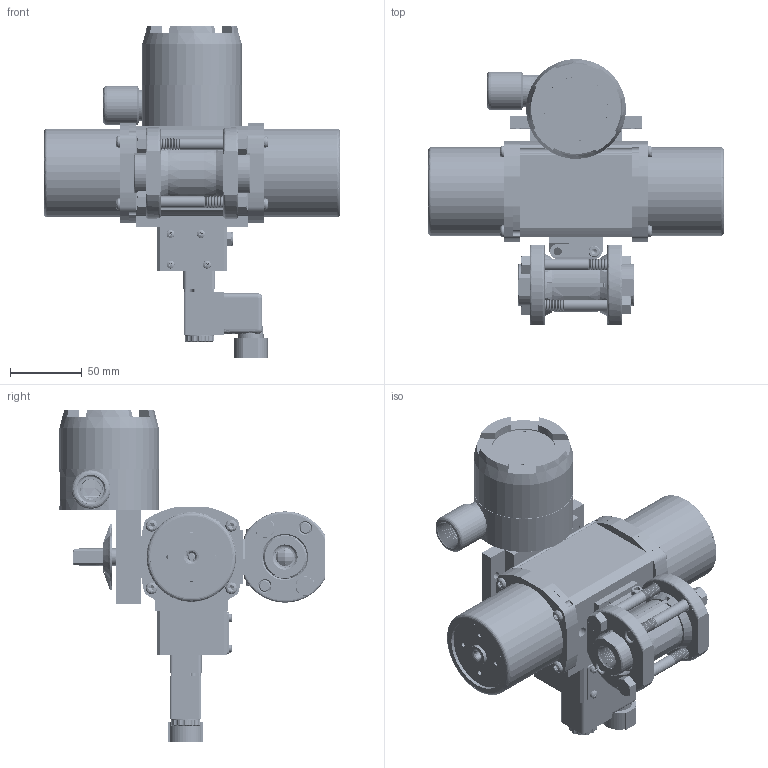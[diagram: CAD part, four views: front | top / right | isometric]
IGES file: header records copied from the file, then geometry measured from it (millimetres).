
Start section: SolidWorks IGES file using analytic representation for surfaces
Global section: file name: 27XXSEFA512SR3GPDCLS.igs; native system: SolidWorks 2017; preprocessor: SolidWorks 2017; author: ryanm; date: 180612.141700; units: inch
Bounding box: 206.12 x 184.85 x 231.14 mm (x, y, z)
Surface area: 366155.5 mm2 (no closed solid volume)
Topology: 0 solids, 0 shells, 6446 faces, 97786 edges, 97637 vertices
Faces by surface type: revolution 5183, bspline 1263
